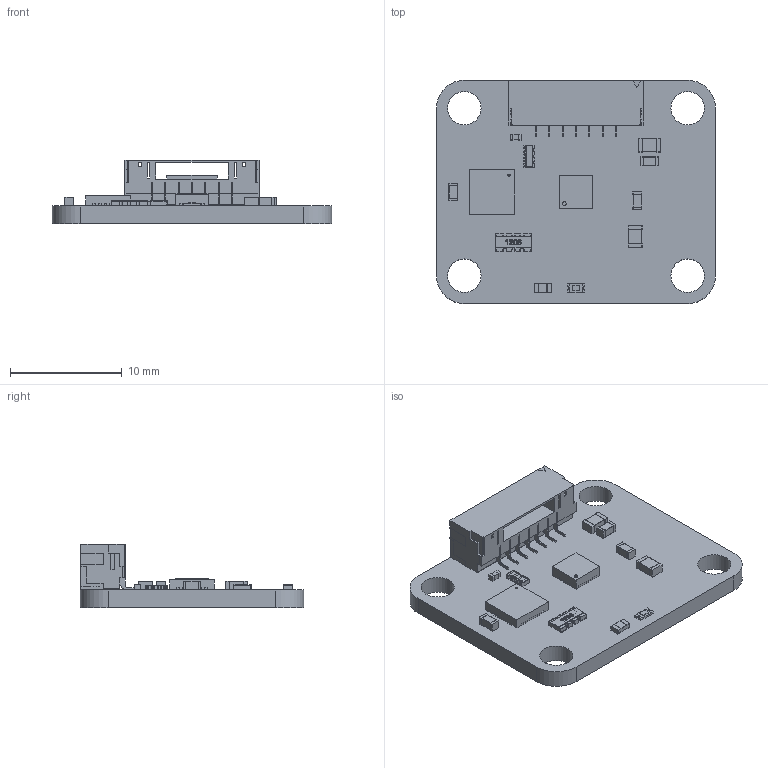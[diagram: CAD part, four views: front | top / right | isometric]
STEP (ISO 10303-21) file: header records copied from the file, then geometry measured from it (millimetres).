
FILE_DESCRIPTION(('FreeCAD Model'),'2;1');
FILE_NAME('compass.step', '2019-08-15T11:13:55',('kicad StepUp'),('ksu MCAD'), 'Open CASCADE STEP processor 7.3','FreeCAD','Unknown');
FILE_SCHEMA(('AUTOMOTIVE_DESIGN { 1 0 10303 214 1 1 1 1 }'));
Length unit declared in the file: millimetre
Products named in the file (19): compass; Board_Geoms; Pcb; Open CASCADE STEP translator 7.3 1.1.1.1; Step_Models; Top; U2_lga16_3x3_p05_5CA5F44F; RP2_R_4x0603_5C6415C3; RP1_Cut_5C6415B3; C1_C_0603_5C641535; C2_C_0603_5C64153F; C3_C_0402_5C641B71; C4_C_0805_5CA631C0; C5_C_0603_5C64155D; C6_C_0805_5C641567; D1_D_0603_blue_5C641578; P1_BrickletConn_7pin_5C64158B; R1_R_0603_5C6415A3; U1_QFN-24_4x4mm_Pitch0.5mm_5C6415E8
Assembly tree (18 placements, depth 4):
  compass
    Board_Geoms
      Pcb
        Open CASCADE STEP translator 7.3 1.1.1.1
    Step_Models
      Top
        U2_lga16_3x3_p05_5CA5F44F
        RP2_R_4x0603_5C6415C3
        RP1_Cut_5C6415B3
        C1_C_0603_5C641535
        C2_C_0603_5C64153F
        C3_C_0402_5C641B71
        C4_C_0805_5CA631C0
        C5_C_0603_5C64155D
        C6_C_0805_5C641567
        D1_D_0603_blue_5C641578
        P1_BrickletConn_7pin_5C64158B
        R1_R_0603_5C6415A3
        U1_QFN-24_4x4mm_Pitch0.5mm_5C6415E8
Bounding box: 25 x 20 x 5.7 mm (x, y, z)
Volume: 868.9 mm3; surface area: 1731.8 mm2
Topology: 18 solids, 18 shells, 1427 faces, 4069 edges, 2672 vertices
Faces by surface type: plane 1136, cylinder 153, bspline 138
Full cylindrical faces by diameter (mm): 0.35 x1, 3 x4
Entity records: 56251 total; most frequent: CARTESIAN_POINT 9429, ORIENTED_EDGE 8138, DIRECTION 6715, EDGE_CURVE 4069, LINE 3487, VECTOR 3487, VERTEX_POINT 2672, AXIS2_PLACEMENT_3D 1614
